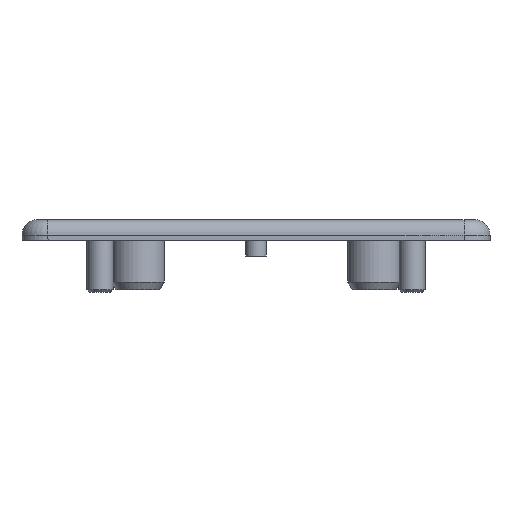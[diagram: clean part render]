
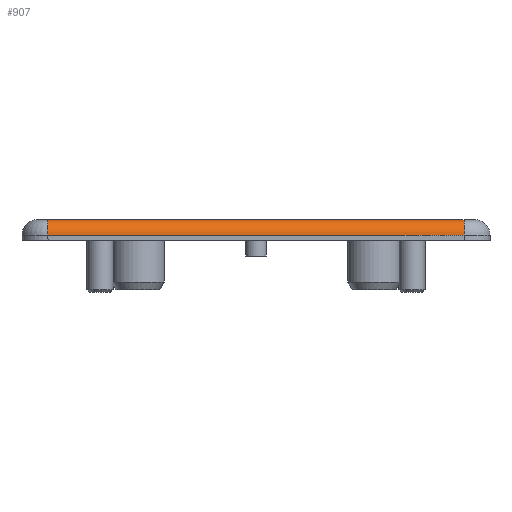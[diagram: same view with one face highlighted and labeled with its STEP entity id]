
A CAD part, front view. The second image highlights one B-rep face of the part: STEP entity #907.
In plain terms, the highlighted cylindrical face has radius 3 mm (diameter 6 mm), a partial arc.
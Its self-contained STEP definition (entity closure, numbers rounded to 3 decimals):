
#57 = CARTESIAN_POINT ( 'NONE',  ( 45., -45., 1. ) ) ;
#66 = LINE ( 'NONE', #57, #1941 ) ;
#193 = EDGE_CURVE ( 'NONE', #656, #559, #66, .T. ) ;
#221 = AXIS2_PLACEMENT_3D ( 'NONE', #1245, #914, #452 ) ;
#251 = CYLINDRICAL_SURFACE ( 'NONE', #620, 3. ) ;
#305 = DIRECTION ( 'NONE',  ( -1., 0., 0. ) ) ;
#308 = ORIENTED_EDGE ( 'NONE', *, *, #734, .T. ) ;
#400 = ORIENTED_EDGE ( 'NONE', *, *, #1792, .T. ) ;
#452 = DIRECTION ( 'NONE',  ( 0., 0., -1. ) ) ;
#471 = DIRECTION ( 'NONE',  ( -1., 0., 0. ) ) ;
#478 = CARTESIAN_POINT ( 'NONE',  ( 40., -42., 4. ) ) ;
#504 = ORIENTED_EDGE ( 'NONE', *, *, #1890, .T. ) ;
#559 = VERTEX_POINT ( 'NONE', #1471 ) ;
#587 = DIRECTION ( 'NONE',  ( -1., 0., 0. ) ) ;
#620 = AXIS2_PLACEMENT_3D ( 'NONE', #1121, #471, #1436 ) ;
#621 = DIRECTION ( 'NONE',  ( 0., 0., 1. ) ) ;
#641 = CARTESIAN_POINT ( 'NONE',  ( -40., -42., 4. ) ) ;
#656 = VERTEX_POINT ( 'NONE', #1007 ) ;
#734 = EDGE_CURVE ( 'NONE', #1384, #656, #1200, .T. ) ;
#872 = VERTEX_POINT ( 'NONE', #478 ) ;
#907 = ADVANCED_FACE ( 'NONE', ( #1911 ), #251, .T. ) ;
#914 = DIRECTION ( 'NONE',  ( 1., 0., 0. ) ) ;
#1007 = CARTESIAN_POINT ( 'NONE',  ( -40., -45., 1. ) ) ;
#1121 = CARTESIAN_POINT ( 'NONE',  ( 45., -42., 1. ) ) ;
#1200 = CIRCLE ( 'NONE', #221, 3. ) ;
#1245 = CARTESIAN_POINT ( 'NONE',  ( -40., -42., 1. ) ) ;
#1257 = CARTESIAN_POINT ( 'NONE',  ( 40., -42., 1. ) ) ;
#1384 = VERTEX_POINT ( 'NONE', #641 ) ;
#1436 = DIRECTION ( 'NONE',  ( 0., 0., 1. ) ) ;
#1471 = CARTESIAN_POINT ( 'NONE',  ( 40., -45., 1. ) ) ;
#1514 = ORIENTED_EDGE ( 'NONE', *, *, #193, .T. ) ;
#1557 = LINE ( 'NONE', #2041, #1955 ) ;
#1680 = CIRCLE ( 'NONE', #1971, 3. ) ;
#1792 = EDGE_CURVE ( 'NONE', #872, #1384, #1557, .T. ) ;
#1844 = EDGE_LOOP ( 'NONE', ( #308, #1514, #504, #400 ) ) ;
#1890 = EDGE_CURVE ( 'NONE', #559, #872, #1680, .T. ) ;
#1911 = FACE_OUTER_BOUND ( 'NONE', #1844, .T. ) ;
#1941 = VECTOR ( 'NONE', #1989, 1000. ) ;
#1955 = VECTOR ( 'NONE', #587, 1000. ) ;
#1971 = AXIS2_PLACEMENT_3D ( 'NONE', #1257, #305, #621 ) ;
#1989 = DIRECTION ( 'NONE',  ( 1., 0., 0. ) ) ;
#2041 = CARTESIAN_POINT ( 'NONE',  ( 45., -42., 4. ) ) ;
